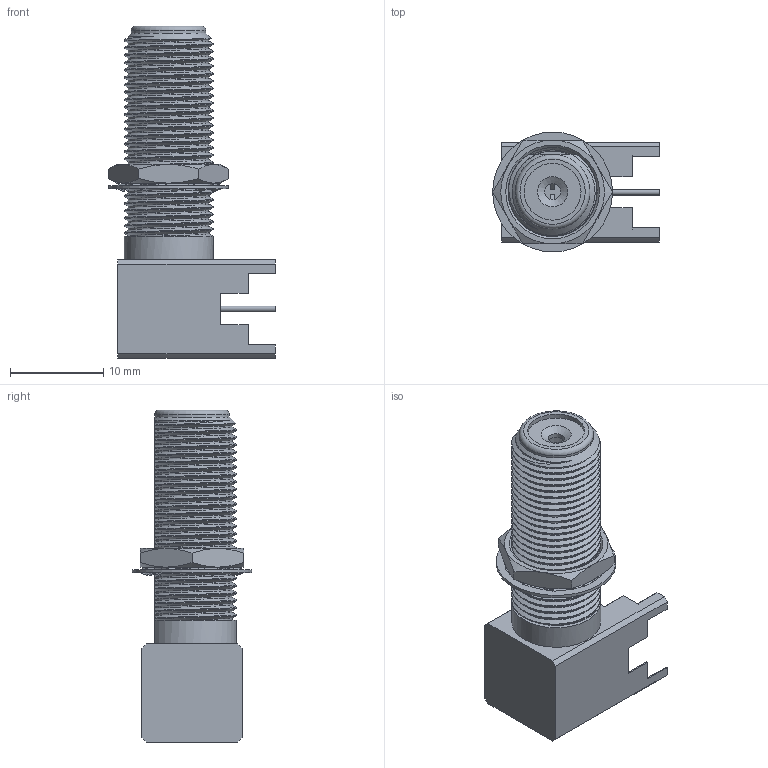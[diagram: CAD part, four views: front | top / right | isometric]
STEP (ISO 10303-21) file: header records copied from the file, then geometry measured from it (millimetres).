
FILE_DESCRIPTION (( 'STEP AP203' ), '1' );
FILE_NAME ('PE44334.step', '2019-10-21T17:17:19', ( '' ), ( '' ), 'SwSTEP 2.0', 'SolidWorks 2018', '' );
FILE_SCHEMA (( 'CONFIG_CONTROL_DESIGN' ));
Products named in the file (1): PE44334
Bounding box: 17.85 x 12.84 x 35.56 mm (x, y, z)
Volume: 2749.3 mm3; surface area: 2471.6 mm2
Topology: 3 solids, 3 shells, 282 faces, 826 edges, 558 vertices
Faces by surface type: bspline 130, cylinder 68, plane 67, cone 16, torus 1
Full cylindrical faces by diameter (mm): 0.635 x1, 1.727 x1, 4.572 x1, 6.096 x2, 8.001 x1, 12.837 x1
Entity records: 95721 total; most frequent: CARTESIAN_POINT 89647, ORIENTED_EDGE 1620, EDGE_CURVE 810, DIRECTION 764, VERTEX_POINT 553, EDGE_LOOP 305, FACE_OUTER_BOUND 290, ADVANCED_FACE 282
